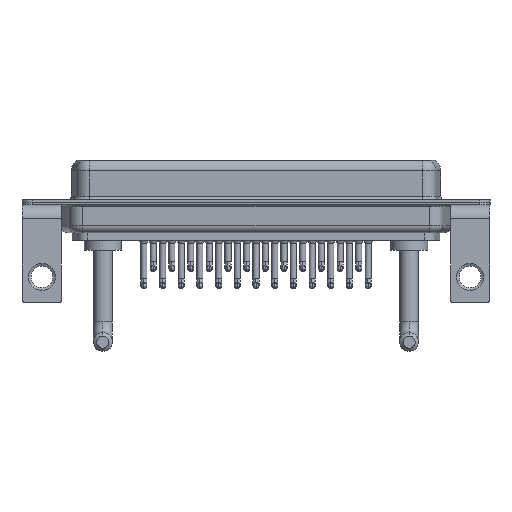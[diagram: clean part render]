
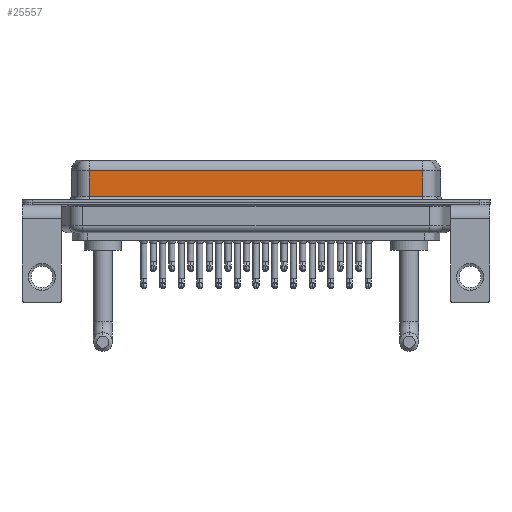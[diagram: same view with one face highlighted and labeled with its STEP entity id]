
A CAD part, front view. The second image highlights one B-rep face of the part: STEP entity #25557.
In plain terms, the highlighted planar face has unit normal (0, -1, 0).
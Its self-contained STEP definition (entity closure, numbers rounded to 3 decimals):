
#794 = EDGE_LOOP ( 'NONE', ( #21027, #13470, #9087, #12219 ) ) ;
#979 = DIRECTION ( 'NONE',  ( 0., 0., 1. ) ) ;
#1629 = VERTEX_POINT ( 'NONE', #5556 ) ;
#1867 = DIRECTION ( 'NONE',  ( 0., 0., -1. ) ) ;
#1926 = CARTESIAN_POINT ( 'NONE',  ( 56.462, -3.95, 6.4 ) ) ;
#3397 = CARTESIAN_POINT ( 'NONE',  ( 7.038, -3.95, 4.65 ) ) ;
#4457 = DIRECTION ( 'NONE',  ( 0., 1., 0. ) ) ;
#5556 = CARTESIAN_POINT ( 'NONE',  ( 7.038, -3.95, 0.9 ) ) ;
#6736 = EDGE_CURVE ( 'NONE', #1629, #21236, #15381, .T. ) ;
#8437 = CARTESIAN_POINT ( 'NONE',  ( 56.462, -3.95, 4.65 ) ) ;
#8853 = PLANE ( 'NONE',  #20597 ) ;
#9087 = ORIENTED_EDGE ( 'NONE', *, *, #14826, .T. ) ;
#10382 = DIRECTION ( 'NONE',  ( -1., 0., 0. ) ) ;
#10603 = EDGE_CURVE ( 'NONE', #15052, #19206, #14264, .T. ) ;
#10889 = VECTOR ( 'NONE', #1867, 1000. ) ;
#12219 = ORIENTED_EDGE ( 'NONE', *, *, #6736, .T. ) ;
#13470 = ORIENTED_EDGE ( 'NONE', *, *, #10603, .T. ) ;
#13611 = CARTESIAN_POINT ( 'NONE',  ( 7.038, -3.95, 6.4 ) ) ;
#14037 = EDGE_CURVE ( 'NONE', #15052, #21236, #17559, .T. ) ;
#14264 = LINE ( 'NONE', #22161, #15542 ) ;
#14805 = CARTESIAN_POINT ( 'NONE',  ( 56.462, -3.95, 6.4 ) ) ;
#14826 = EDGE_CURVE ( 'NONE', #19206, #1629, #17878, .T. ) ;
#14978 = VECTOR ( 'NONE', #23908, 1000. ) ;
#15052 = VERTEX_POINT ( 'NONE', #8437 ) ;
#15381 = LINE ( 'NONE', #23279, #14978 ) ;
#15542 = VECTOR ( 'NONE', #10382, 1000. ) ;
#17397 = CARTESIAN_POINT ( 'NONE',  ( 56.462, -3.95, 0.9 ) ) ;
#17559 = LINE ( 'NONE', #1926, #20772 ) ;
#17878 = LINE ( 'NONE', #13611, #10889 ) ;
#19206 = VERTEX_POINT ( 'NONE', #3397 ) ;
#20597 = AXIS2_PLACEMENT_3D ( 'NONE', #14805, #4457, #979 ) ;
#20772 = VECTOR ( 'NONE', #21959, 1000. ) ;
#21027 = ORIENTED_EDGE ( 'NONE', *, *, #14037, .F. ) ;
#21236 = VERTEX_POINT ( 'NONE', #17397 ) ;
#21959 = DIRECTION ( 'NONE',  ( 0., 0., -1. ) ) ;
#22161 = CARTESIAN_POINT ( 'NONE',  ( 56.462, -3.95, 4.65 ) ) ;
#22176 = FACE_OUTER_BOUND ( 'NONE', #794, .T. ) ;
#23279 = CARTESIAN_POINT ( 'NONE',  ( 56.462, -3.95, 0.9 ) ) ;
#23908 = DIRECTION ( 'NONE',  ( 1., 0., 0. ) ) ;
#25557 = ADVANCED_FACE ( 'NONE', ( #22176 ), #8853, .F. ) ;
